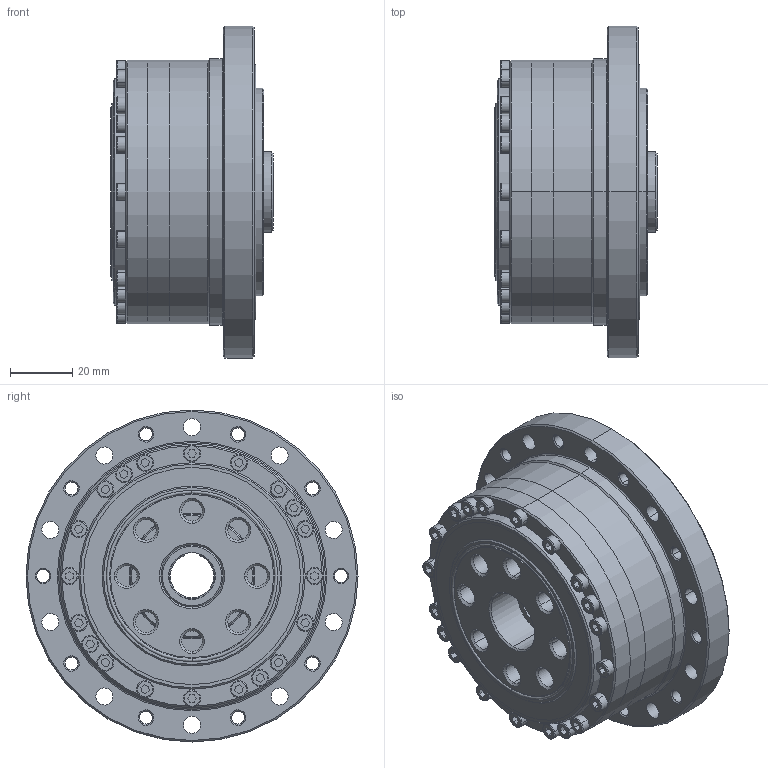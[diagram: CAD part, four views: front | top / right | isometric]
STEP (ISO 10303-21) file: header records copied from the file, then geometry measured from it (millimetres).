
FILE_DESCRIPTION(('no description'),'unknown implementation level');
FILE_NAME('CSG_25_50_2UH_1.stp',' ',('Harmonic Drive AG'),('CADClick - KiM GmbH - www.kimweb.de'),'unknown preprocess','ACIS','unknown authorization');
FILE_SCHEMA(('automotive_design'));
Length unit declared in the file: millimetre
Products named in the file (55): 1; 2; 3; 4; 5; 6; 7; 8; 9; 10; 11; 12; 13; 14; 15; 16; 17; 18; 19; 20; 21; 22; 23; 24; 25; 26; 27; 28; 29; 30; 31; 32; 33; 34; 35; 36; 37; 38; 39; 40 ...
Bounding box: 52.24 x 107 x 107 mm (x, y, z)
Volume: 207258.2 mm3; surface area: 109643 mm2
Topology: 55 solids, 55 shells, 677 faces, 1524 edges, 919 vertices
Faces by surface type: plane 241, cylinder 218, cone 104, torus 68, sphere 46
Entity records: 36942 total; most frequent: DIRECTION 3631, CARTESIAN_POINT 3091, STYLED_ITEM 3083, PRESENTATION_STYLE_ASSIGNMENT 3083, COLOUR_RGB 3083, ORIENTED_EDGE 2864, AXIS2_PLACEMENT_3D 1471, EDGE_CURVE 1432
